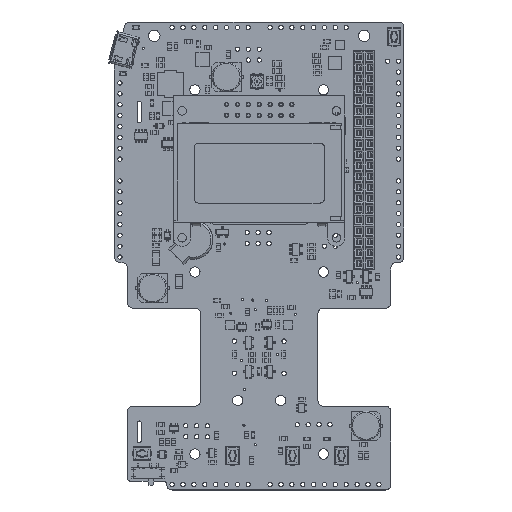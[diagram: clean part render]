
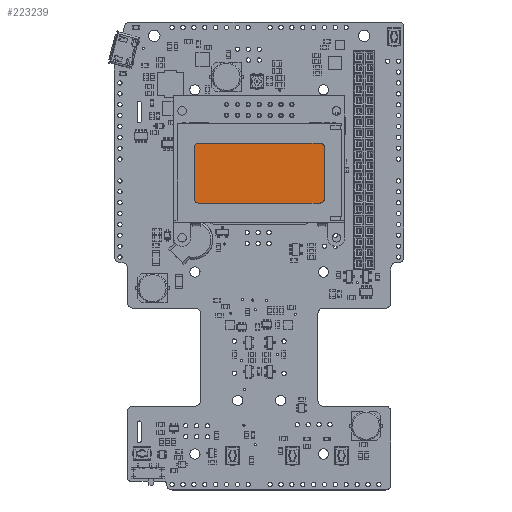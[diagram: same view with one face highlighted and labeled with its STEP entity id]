
A CAD part, top view. The second image highlights one B-rep face of the part: STEP entity #223239.
In plain terms, the highlighted planar face has unit normal (0, 0, 1).
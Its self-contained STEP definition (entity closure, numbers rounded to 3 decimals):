
#1849 = DIRECTION ( 'NONE',  ( 0., 1., 0. ) ) ;
#1874 = DIRECTION ( 'NONE',  ( 0., 1., 0. ) ) ;
#2794 = DIRECTION ( 'NONE',  ( 0., 0., 1. ) ) ;
#4860 = CIRCLE ( 'NONE', #197152, 1. ) ;
#5810 = CARTESIAN_POINT ( 'NONE',  ( -14.2, 49.962, 13.655 ) ) ;
#5918 = VERTEX_POINT ( 'NONE', #60617 ) ;
#17301 = AXIS2_PLACEMENT_3D ( 'NONE', #157145, #134111, #1849 ) ;
#19579 = CARTESIAN_POINT ( 'NONE',  ( -14.2, 35.962, 13.655 ) ) ;
#20263 = EDGE_LOOP ( 'NONE', ( #214046, #83154, #239410, #289699, #94599, #84749, #253183, #175165 ) ) ;
#24765 = CARTESIAN_POINT ( 'NONE',  ( -15.2, 48.962, 13.655 ) ) ;
#24829 = LINE ( 'NONE', #46369, #176796 ) ;
#26833 = CIRCLE ( 'NONE', #34649, 1. ) ;
#30764 = DIRECTION ( 'NONE',  ( 0., 0., 1. ) ) ;
#34649 = AXIS2_PLACEMENT_3D ( 'NONE', #288072, #130780, #1874 ) ;
#34672 = EDGE_CURVE ( 'NONE', #75426, #296960, #257592, .T. ) ;
#45229 = DIRECTION ( 'NONE',  ( 1., 0., 0. ) ) ;
#46369 = CARTESIAN_POINT ( 'NONE',  ( 14.2, 35.962, 13.655 ) ) ;
#46567 = VERTEX_POINT ( 'NONE', #250318 ) ;
#48339 = EDGE_CURVE ( 'NONE', #217215, #5918, #169166, .T. ) ;
#48739 = EDGE_CURVE ( 'NONE', #5918, #108900, #135841, .T. ) ;
#56209 = CIRCLE ( 'NONE', #216230, 1. ) ;
#58550 = CARTESIAN_POINT ( 'NONE',  ( 14.2, 36.962, 13.655 ) ) ;
#60617 = CARTESIAN_POINT ( 'NONE',  ( 14.2, 49.962, 13.655 ) ) ;
#66822 = VERTEX_POINT ( 'NONE', #19579 ) ;
#75426 = VERTEX_POINT ( 'NONE', #24765 ) ;
#78446 = CARTESIAN_POINT ( 'NONE',  ( 15.2, 48.962, 13.655 ) ) ;
#82368 = DIRECTION ( 'NONE',  ( 0., 1., 0. ) ) ;
#83154 = ORIENTED_EDGE ( 'NONE', *, *, #48739, .T. ) ;
#83913 = DIRECTION ( 'NONE',  ( 0., 0., 1. ) ) ;
#84749 = ORIENTED_EDGE ( 'NONE', *, *, #216969, .T. ) ;
#94599 = ORIENTED_EDGE ( 'NONE', *, *, #156348, .T. ) ;
#108900 = VERTEX_POINT ( 'NONE', #5810 ) ;
#111747 = AXIS2_PLACEMENT_3D ( 'NONE', #335269, #2794, #240179 ) ;
#116270 = VECTOR ( 'NONE', #82368, 1000. ) ;
#116363 = EDGE_CURVE ( 'NONE', #108900, #75426, #4860, .T. ) ;
#119361 = VECTOR ( 'NONE', #137921, 1000. ) ;
#126547 = FACE_OUTER_BOUND ( 'NONE', #20263, .T. ) ;
#130780 = DIRECTION ( 'NONE',  ( 0., 0., 1. ) ) ;
#132817 = LINE ( 'NONE', #318011, #116270 ) ;
#134111 = DIRECTION ( 'NONE',  ( 0., 0., -1. ) ) ;
#135841 = LINE ( 'NONE', #299764, #119361 ) ;
#137921 = DIRECTION ( 'NONE',  ( -1., 0., 0. ) ) ;
#156348 = EDGE_CURVE ( 'NONE', #296960, #66822, #26833, .T. ) ;
#157145 = CARTESIAN_POINT ( 'NONE',  ( 14.2, 48.962, 13.655 ) ) ;
#164170 = EDGE_CURVE ( 'NONE', #46567, #217215, #132817, .T. ) ;
#169166 = CIRCLE ( 'NONE', #111747, 1. ) ;
#172474 = DIRECTION ( 'NONE',  ( 0., -1., 0. ) ) ;
#175165 = ORIENTED_EDGE ( 'NONE', *, *, #164170, .T. ) ;
#176796 = VECTOR ( 'NONE', #45229, 1000. ) ;
#182873 = EDGE_CURVE ( 'NONE', #234326, #46567, #56209, .T. ) ;
#197152 = AXIS2_PLACEMENT_3D ( 'NONE', #268592, #30764, #245631 ) ;
#210114 = CARTESIAN_POINT ( 'NONE',  ( 14.2, 35.962, 13.655 ) ) ;
#214046 = ORIENTED_EDGE ( 'NONE', *, *, #48339, .T. ) ;
#215005 = DIRECTION ( 'NONE',  ( 0., -1., 0. ) ) ;
#216230 = AXIS2_PLACEMENT_3D ( 'NONE', #58550, #83913, #215005 ) ;
#216969 = EDGE_CURVE ( 'NONE', #66822, #234326, #24829, .T. ) ;
#217215 = VERTEX_POINT ( 'NONE', #78446 ) ;
#223239 = ADVANCED_FACE ( 'NONE', ( #126547 ), #339883, .F. ) ;
#228720 = CARTESIAN_POINT ( 'NONE',  ( -15.2, 48.962, 13.655 ) ) ;
#232835 = VECTOR ( 'NONE', #172474, 1000. ) ;
#234326 = VERTEX_POINT ( 'NONE', #210114 ) ;
#239410 = ORIENTED_EDGE ( 'NONE', *, *, #116363, .T. ) ;
#240179 = DIRECTION ( 'NONE',  ( 0., 1., 0. ) ) ;
#245631 = DIRECTION ( 'NONE',  ( 0., 1., 0. ) ) ;
#250318 = CARTESIAN_POINT ( 'NONE',  ( 15.2, 36.962, 13.655 ) ) ;
#253183 = ORIENTED_EDGE ( 'NONE', *, *, #182873, .T. ) ;
#257592 = LINE ( 'NONE', #228720, #232835 ) ;
#268592 = CARTESIAN_POINT ( 'NONE',  ( -14.2, 48.962, 13.655 ) ) ;
#288072 = CARTESIAN_POINT ( 'NONE',  ( -14.2, 36.962, 13.655 ) ) ;
#289699 = ORIENTED_EDGE ( 'NONE', *, *, #34672, .T. ) ;
#296960 = VERTEX_POINT ( 'NONE', #320430 ) ;
#299764 = CARTESIAN_POINT ( 'NONE',  ( 14.2, 49.962, 13.655 ) ) ;
#318011 = CARTESIAN_POINT ( 'NONE',  ( 15.2, 48.962, 13.655 ) ) ;
#320430 = CARTESIAN_POINT ( 'NONE',  ( -15.2, 36.962, 13.655 ) ) ;
#335269 = CARTESIAN_POINT ( 'NONE',  ( 14.2, 48.962, 13.655 ) ) ;
#339883 = PLANE ( 'NONE',  #17301 ) ;
